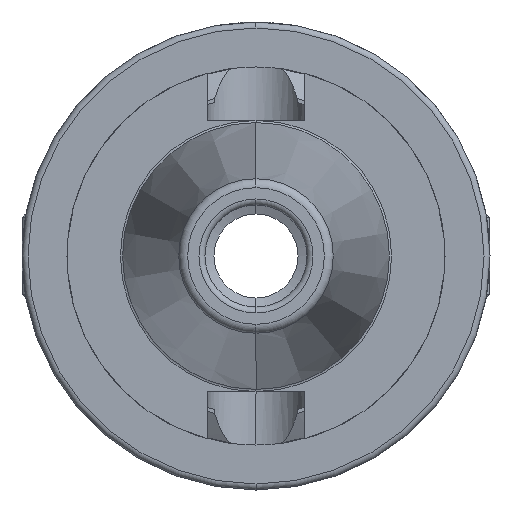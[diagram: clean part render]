
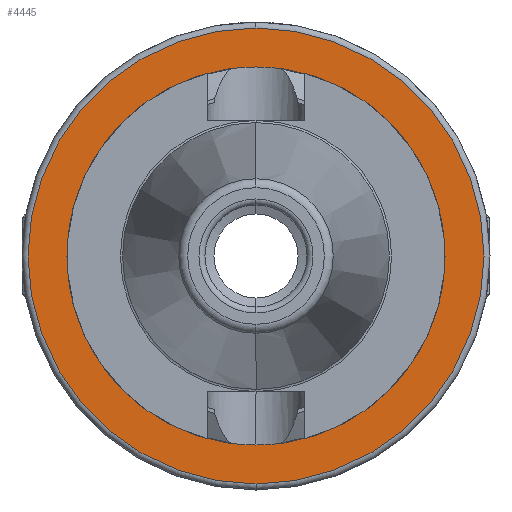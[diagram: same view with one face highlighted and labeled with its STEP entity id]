
A CAD part, left-side view. The second image highlights one B-rep face of the part: STEP entity #4445.
In plain terms, the highlighted planar face has unit normal (-1, 0, 0).
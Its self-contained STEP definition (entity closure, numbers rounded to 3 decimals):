
#124 = DIRECTION ( 'NONE',  ( 0., 0., 1. ) ) ;
#129 = DIRECTION ( 'NONE',  ( -1., 0., 0. ) ) ;
#142 = CARTESIAN_POINT ( 'NONE',  ( 92.4, 0., 0. ) ) ;
#150 = ORIENTED_EDGE ( 'NONE', *, *, #2289, .F. ) ;
#415 = AXIS2_PLACEMENT_3D ( 'NONE', #1566, #4323, #2003 ) ;
#460 = AXIS2_PLACEMENT_3D ( 'NONE', #4249, #1921, #4609 ) ;
#465 = DIRECTION ( 'NONE',  ( 1., 0., 0. ) ) ;
#652 = AXIS2_PLACEMENT_3D ( 'NONE', #142, #129, #124 ) ;
#875 = AXIS2_PLACEMENT_3D ( 'NONE', #4157, #4153, #4148 ) ;
#1007 = VERTEX_POINT ( 'NONE', #4169 ) ;
#1302 = CARTESIAN_POINT ( 'NONE',  ( 92.4, 39., 0. ) ) ;
#1566 = CARTESIAN_POINT ( 'NONE',  ( 92.4, 0., 0. ) ) ;
#1724 = EDGE_CURVE ( 'NONE', #4122, #3603, #3469, .T. ) ;
#1730 = EDGE_LOOP ( 'NONE', ( #4180, #150 ) ) ;
#1913 = EDGE_CURVE ( 'NONE', #1007, #3534, #3518, .T. ) ;
#1921 = DIRECTION ( 'NONE',  ( -1., 0., 0. ) ) ;
#2003 = DIRECTION ( 'NONE',  ( 0., 0., -1. ) ) ;
#2099 = FACE_BOUND ( 'NONE', #1730, .T. ) ;
#2144 = EDGE_LOOP ( 'NONE', ( #4506, #5097 ) ) ;
#2289 = EDGE_CURVE ( 'NONE', #3534, #1007, #2315, .T. ) ;
#2315 = CIRCLE ( 'NONE', #460, 31.5 ) ;
#2324 = EDGE_CURVE ( 'NONE', #3603, #4122, #4014, .T. ) ;
#3469 = CIRCLE ( 'NONE', #875, 38. ) ;
#3518 = CIRCLE ( 'NONE', #652, 31.5 ) ;
#3534 = VERTEX_POINT ( 'NONE', #3856 ) ;
#3603 = VERTEX_POINT ( 'NONE', #4601 ) ;
#3856 = CARTESIAN_POINT ( 'NONE',  ( 92.4, 0., -31.5 ) ) ;
#4014 = CIRCLE ( 'NONE', #415, 38. ) ;
#4122 = VERTEX_POINT ( 'NONE', #5101 ) ;
#4134 = FACE_OUTER_BOUND ( 'NONE', #2144, .T. ) ;
#4148 = DIRECTION ( 'NONE',  ( 0., 0., -1. ) ) ;
#4153 = DIRECTION ( 'NONE',  ( -1., 0., 0. ) ) ;
#4157 = CARTESIAN_POINT ( 'NONE',  ( 92.4, 0., 0. ) ) ;
#4169 = CARTESIAN_POINT ( 'NONE',  ( 92.4, 0., 31.5 ) ) ;
#4180 = ORIENTED_EDGE ( 'NONE', *, *, #1913, .F. ) ;
#4249 = CARTESIAN_POINT ( 'NONE',  ( 92.4, 0., 0. ) ) ;
#4323 = DIRECTION ( 'NONE',  ( -1., 0., 0. ) ) ;
#4340 = AXIS2_PLACEMENT_3D ( 'NONE', #1302, #465, #4798 ) ;
#4445 = ADVANCED_FACE ( 'NONE', ( #4134, #2099 ), #4451, .F. ) ;
#4451 = PLANE ( 'NONE',  #4340 ) ;
#4506 = ORIENTED_EDGE ( 'NONE', *, *, #2324, .T. ) ;
#4601 = CARTESIAN_POINT ( 'NONE',  ( 92.4, 0., -38. ) ) ;
#4609 = DIRECTION ( 'NONE',  ( 0., 0., 1. ) ) ;
#4798 = DIRECTION ( 'NONE',  ( 0., 0., -1. ) ) ;
#5097 = ORIENTED_EDGE ( 'NONE', *, *, #1724, .T. ) ;
#5101 = CARTESIAN_POINT ( 'NONE',  ( 92.4, 0., 38. ) ) ;
